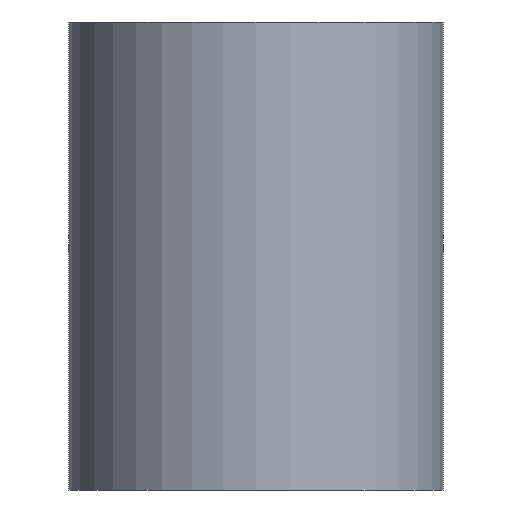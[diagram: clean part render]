
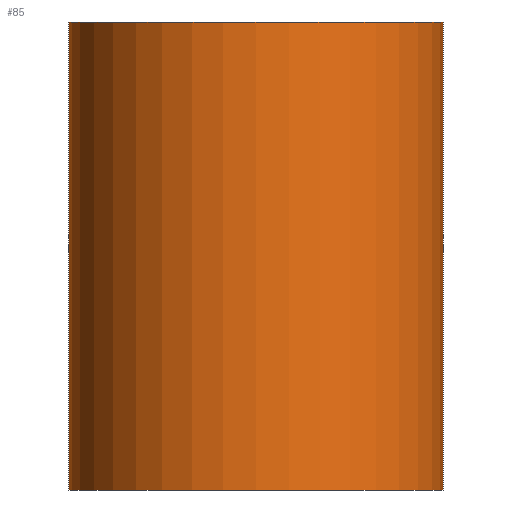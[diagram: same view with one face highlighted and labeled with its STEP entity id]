
A CAD part, front view. The second image highlights one B-rep face of the part: STEP entity #85.
In plain terms, the highlighted cylindrical face has radius 8 mm (diameter 16 mm), a partial arc.
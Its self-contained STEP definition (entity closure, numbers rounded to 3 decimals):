
#20=LINE('',#163,#23);
#21=LINE('',#164,#24);
#23=VECTOR('',#136,1000.);
#24=VECTOR('',#137,1000.);
#26=CYLINDRICAL_SURFACE('',#109,8.);
#32=FACE_OUTER_BOUND('',#38,.T.);
#38=EDGE_LOOP('',(#70,#71,#72,#73));
#42=CIRCLE('',#104,8.);
#46=CIRCLE('',#110,8.);
#48=VERTEX_POINT('',#149);
#49=VERTEX_POINT('',#150);
#52=VERTEX_POINT('',#160);
#53=VERTEX_POINT('',#161);
#54=EDGE_CURVE('',#48,#49,#42,.T.);
#59=EDGE_CURVE('',#52,#53,#46,.T.);
#60=EDGE_CURVE('',#53,#49,#20,.T.);
#61=EDGE_CURVE('',#52,#48,#21,.T.);
#70=ORIENTED_EDGE('',*,*,#59,.T.);
#71=ORIENTED_EDGE('',*,*,#60,.T.);
#72=ORIENTED_EDGE('',*,*,#54,.F.);
#73=ORIENTED_EDGE('',*,*,#61,.F.);
#85=ADVANCED_FACE('',(#32),#26,.T.);
#104=AXIS2_PLACEMENT_3D('',#151,#121,#122);
#109=AXIS2_PLACEMENT_3D('',#159,#132,#133);
#110=AXIS2_PLACEMENT_3D('',#162,#134,#135);
#121=DIRECTION('center_axis',(0.,0.,1.));
#122=DIRECTION('ref_axis',(1.,0.,0.));
#132=DIRECTION('center_axis',(0.,0.,1.));
#133=DIRECTION('ref_axis',(1.,0.,0.));
#134=DIRECTION('center_axis',(0.,0.,1.));
#135=DIRECTION('ref_axis',(1.,0.,0.));
#136=DIRECTION('',(0.,0.,1.));
#137=DIRECTION('',(0.,0.,1.));
#149=CARTESIAN_POINT('',(8.,0.,10.));
#150=CARTESIAN_POINT('',(-8.,0.,10.));
#151=CARTESIAN_POINT('Origin',(0.,0.,10.));
#159=CARTESIAN_POINT('Origin',(0.,0.,-10.));
#160=CARTESIAN_POINT('',(8.,0.,-10.));
#161=CARTESIAN_POINT('',(-8.,0.,-10.));
#162=CARTESIAN_POINT('Origin',(0.,0.,-10.));
#163=CARTESIAN_POINT('',(-8.,0.,-10.));
#164=CARTESIAN_POINT('',(8.,0.,-10.));
